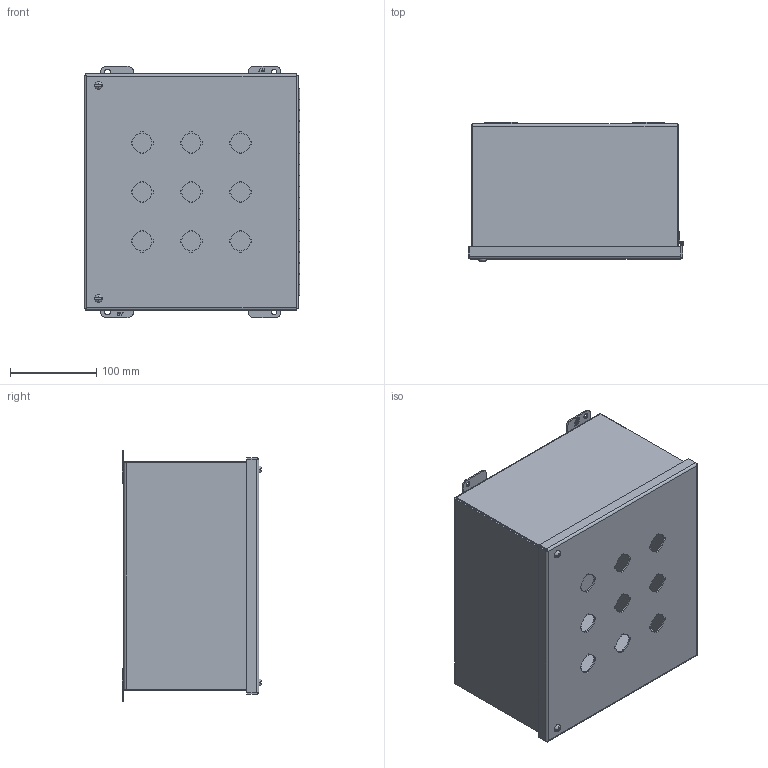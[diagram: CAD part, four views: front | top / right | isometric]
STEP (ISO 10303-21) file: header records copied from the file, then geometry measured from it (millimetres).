
FILE_DESCRIPTION (( 'STEP AP203' ), '1' );
FILE_NAME ('1489MP9_Default.step', '2019-11-12T19:38:09', ( '' ), ( '' ), 'SwSTEP 2.0', 'SolidWorks 2019', '' );
FILE_SCHEMA (( 'CONFIG_CONTROL_DESIGN' ));
Length unit declared in the file: inch
Products named in the file (1): 1489MP9_Default
Bounding box: 250.77 x 161.84 x 292.1 mm (x, y, z)
Volume: 725636.8 mm3; surface area: 763187.7 mm2
Topology: 21 solids, 21 shells, 836 faces, 2307 edges, 1493 vertices
Faces by surface type: plane 572, cylinder 206, cone 40, bspline 14, torus 4
Entity records: 27358 total; most frequent: CARTESIAN_POINT 5713, ORIENTED_EDGE 4594, DIRECTION 4365, EDGE_CURVE 2297, VECTOR 1691, LINE 1691, VERTEX_POINT 1493, AXIS2_PLACEMENT_3D 1337
